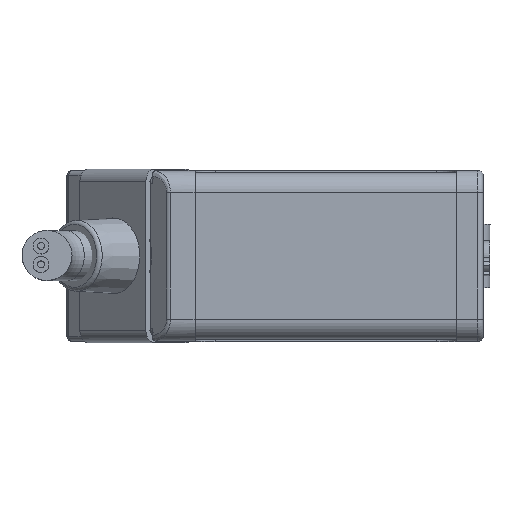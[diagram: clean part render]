
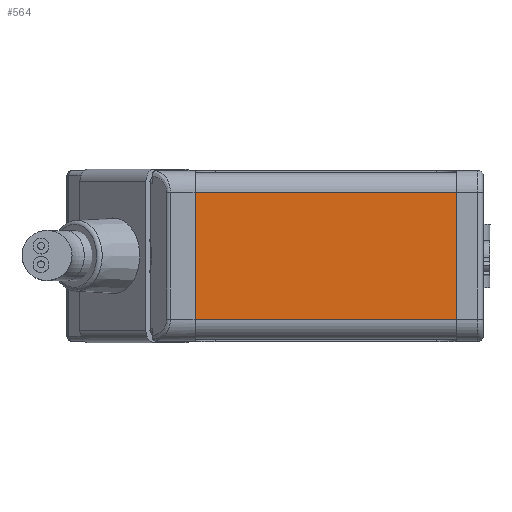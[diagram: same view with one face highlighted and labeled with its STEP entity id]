
A CAD part, top view. The second image highlights one B-rep face of the part: STEP entity #564.
In plain terms, the highlighted planar face has unit normal (0, 0, 1).
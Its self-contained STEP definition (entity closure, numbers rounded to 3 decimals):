
#564 = ADVANCED_FACE( '', ( #1185 ), #1186, .T. );
#1185 = FACE_OUTER_BOUND( '', #2017, .T. );
#1186 = PLANE( '', #2018 );
#2017 = EDGE_LOOP( '', ( #3118, #3119, #3120, #3121 ) );
#2018 = AXIS2_PLACEMENT_3D( '', #3122, #3123, #3124 );
#3118 = ORIENTED_EDGE( '', *, *, #4886, .F. );
#3119 = ORIENTED_EDGE( '', *, *, #4887, .F. );
#3120 = ORIENTED_EDGE( '', *, *, #4888, .T. );
#3121 = ORIENTED_EDGE( '', *, *, #4889, .T. );
#3122 = CARTESIAN_POINT( '', ( -3.4, 4.35, 19.85 ) );
#3123 = DIRECTION( '', ( 0., 0., 1. ) );
#3124 = DIRECTION( '', ( 1., 0., 0. ) );
#4886 = EDGE_CURVE( '', #5841, #5842, #5843, .T. );
#4887 = EDGE_CURVE( '', #5844, #5841, #5845, .T. );
#4888 = EDGE_CURVE( '', #5844, #5846, #5847, .T. );
#4889 = EDGE_CURVE( '', #5846, #5842, #5848, .T. );
#5841 = VERTEX_POINT( '', #7171 );
#5842 = VERTEX_POINT( '', #7172 );
#5843 = LINE( '', #7173, #7174 );
#5844 = VERTEX_POINT( '', #7175 );
#5845 = LINE( '', #7176, #7177 );
#5846 = VERTEX_POINT( '', #7178 );
#5847 = LINE( '', #7179, #7180 );
#5848 = LINE( '', #7181, #7182 );
#7171 = CARTESIAN_POINT( '', ( 13.602, 4.75, 19.85 ) );
#7172 = CARTESIAN_POINT( '', ( 13.602, -4.75, 19.85 ) );
#7173 = CARTESIAN_POINT( '', ( 13.602, 4.25, 19.85 ) );
#7174 = VECTOR( '', #8399, 1000. );
#7175 = CARTESIAN_POINT( '', ( -6., 4.75, 19.85 ) );
#7176 = CARTESIAN_POINT( '', ( -3.4, 4.75, 19.85 ) );
#7177 = VECTOR( '', #8400, 1000. );
#7178 = CARTESIAN_POINT( '', ( -6., -4.75, 19.85 ) );
#7179 = CARTESIAN_POINT( '', ( -6., 4.35, 19.85 ) );
#7180 = VECTOR( '', #8401, 1000. );
#7181 = CARTESIAN_POINT( '', ( -3.4, -4.75, 19.85 ) );
#7182 = VECTOR( '', #8402, 1000. );
#8399 = DIRECTION( '', ( 0., -1., 0. ) );
#8400 = DIRECTION( '', ( 1., 0., 0. ) );
#8401 = DIRECTION( '', ( 0., -1., 0. ) );
#8402 = DIRECTION( '', ( 1., 0., 0. ) );
